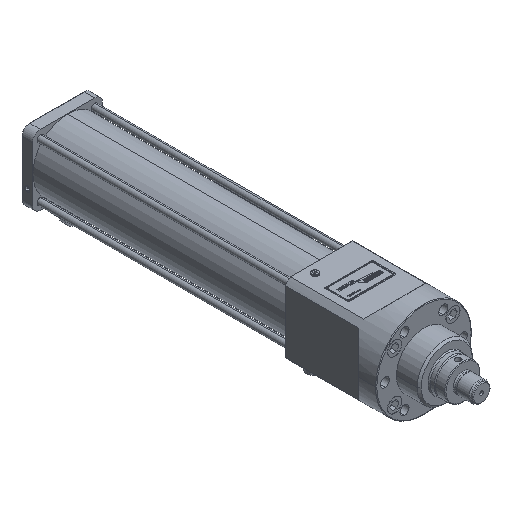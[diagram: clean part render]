
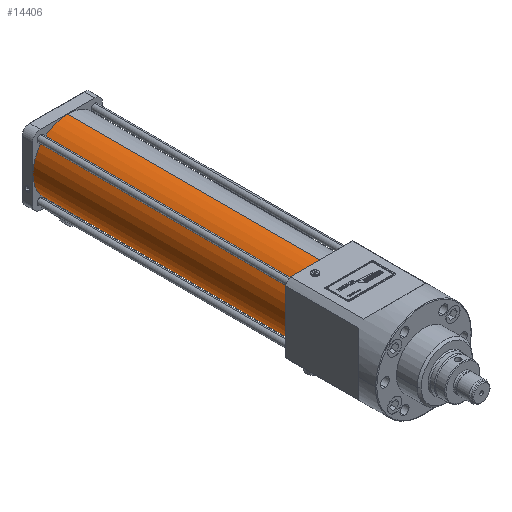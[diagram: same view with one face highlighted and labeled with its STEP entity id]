
A CAD part, isometric view. The second image highlights one B-rep face of the part: STEP entity #14406.
In plain terms, the highlighted cylindrical face has radius 53.5 mm (diameter 107 mm), a partial arc.
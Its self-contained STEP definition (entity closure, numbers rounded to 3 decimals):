
#3265 = DIRECTION ( 'NONE',  ( 0., 1., 0. ) ) ;
#3859 = EDGE_CURVE ( 'NONE', #15707, #13713, #20264, .T. ) ;
#4703 = ORIENTED_EDGE ( 'NONE', *, *, #3859, .T. ) ;
#4991 = DIRECTION ( 'NONE',  ( 0., 1., 0. ) ) ;
#5619 = AXIS2_PLACEMENT_3D ( 'NONE', #23134, #4991, #26194 ) ;
#6121 = DIRECTION ( 'NONE',  ( 0., -1., 0. ) ) ;
#7338 = VERTEX_POINT ( 'NONE', #38738 ) ;
#7721 = CIRCLE ( 'NONE', #5619, 53.5 ) ;
#9079 = EDGE_CURVE ( 'NONE', #15707, #7338, #19833, .T. ) ;
#10253 = DIRECTION ( 'NONE',  ( 0., -1., 0. ) ) ;
#11071 = CARTESIAN_POINT ( 'NONE',  ( 0., 550., 0. ) ) ;
#12221 = VECTOR ( 'NONE', #6121, 1000. ) ;
#13713 = VERTEX_POINT ( 'NONE', #30912 ) ;
#14406 = ADVANCED_FACE ( 'NONE', ( #26224 ), #17204, .T. ) ;
#15707 = VERTEX_POINT ( 'NONE', #32755 ) ;
#16156 = EDGE_LOOP ( 'NONE', ( #32557, #25467, #4703, #23070 ) ) ;
#17167 = DIRECTION ( 'NONE',  ( 0., -1., 0. ) ) ;
#17204 = CYLINDRICAL_SURFACE ( 'NONE', #33714, 53.5 ) ;
#19466 = LINE ( 'NONE', #28425, #27579 ) ;
#19833 = CIRCLE ( 'NONE', #32125, 53.5 ) ;
#20264 = LINE ( 'NONE', #30388, #12221 ) ;
#21381 = CARTESIAN_POINT ( 'NONE',  ( 0., 550., 0. ) ) ;
#22497 = EDGE_CURVE ( 'NONE', #7338, #28547, #19466, .T. ) ;
#23070 = ORIENTED_EDGE ( 'NONE', *, *, #35489, .T. ) ;
#23134 = CARTESIAN_POINT ( 'NONE',  ( 0., 159., 0. ) ) ;
#24078 = CARTESIAN_POINT ( 'NONE',  ( 0., 159., 53.5 ) ) ;
#24426 = DIRECTION ( 'NONE',  ( 0., 0., 1. ) ) ;
#25467 = ORIENTED_EDGE ( 'NONE', *, *, #9079, .F. ) ;
#26194 = DIRECTION ( 'NONE',  ( 1., 0., 0. ) ) ;
#26224 = FACE_OUTER_BOUND ( 'NONE', #16156, .T. ) ;
#27579 = VECTOR ( 'NONE', #10253, 1000. ) ;
#28425 = CARTESIAN_POINT ( 'NONE',  ( 0., 550., 53.5 ) ) ;
#28547 = VERTEX_POINT ( 'NONE', #24078 ) ;
#30388 = CARTESIAN_POINT ( 'NONE',  ( 0., 550., -53.5 ) ) ;
#30912 = CARTESIAN_POINT ( 'NONE',  ( 0., 159., -53.5 ) ) ;
#32125 = AXIS2_PLACEMENT_3D ( 'NONE', #21381, #3265, #24426 ) ;
#32557 = ORIENTED_EDGE ( 'NONE', *, *, #22497, .F. ) ;
#32755 = CARTESIAN_POINT ( 'NONE',  ( 0., 550., -53.5 ) ) ;
#33714 = AXIS2_PLACEMENT_3D ( 'NONE', #11071, #17167, #38382 ) ;
#35489 = EDGE_CURVE ( 'NONE', #13713, #28547, #7721, .T. ) ;
#38382 = DIRECTION ( 'NONE',  ( 0., 0., -1. ) ) ;
#38738 = CARTESIAN_POINT ( 'NONE',  ( 0., 550., 53.5 ) ) ;
